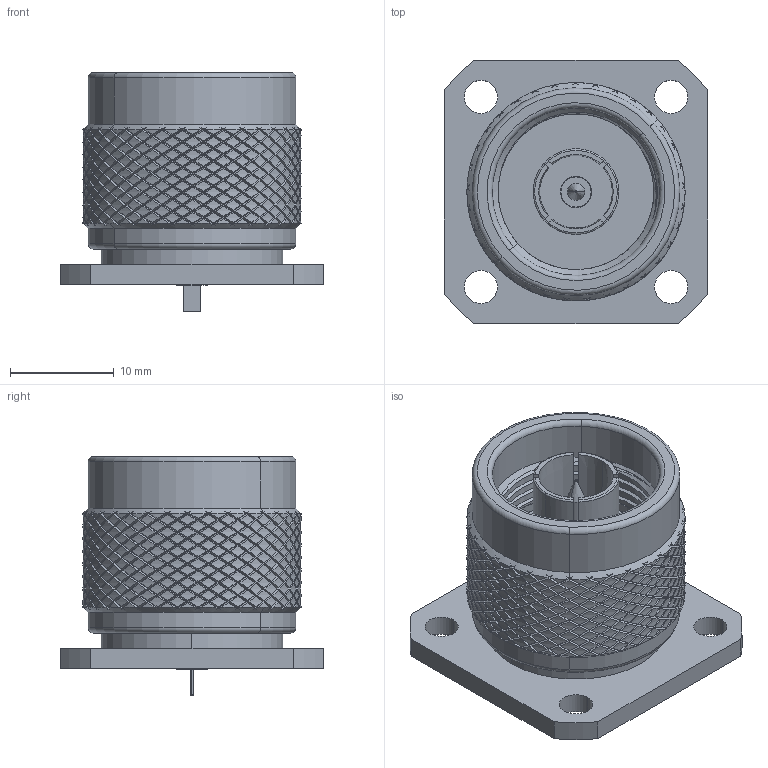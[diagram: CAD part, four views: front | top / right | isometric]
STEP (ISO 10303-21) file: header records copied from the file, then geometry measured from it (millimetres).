
FILE_DESCRIPTION (( 'STEP AP214' ), '1' );
FILE_NAME ('25-372-1-B3.STEP', '2025-02-25T11:40:30', ( '' ), ( '' ), 'SwSTEP 2.0', 'SolidWorks 2024', '' );
FILE_SCHEMA (( 'AUTOMOTIVE_DESIGN' ));
Products named in the file (1): 25-372-1-B3
Bounding box: 25.4 x 25.4 x 23.01 mm (x, y, z)
Surface area: 4238.7 mm2 (no closed solid volume)
Topology: 0 solids, 8 shells, 2817 faces, 5947 edges, 3089 vertices
Faces by surface type: bspline 2179, cylinder 580, plane 27, cone 20, torus 11
Entity records: 150134 total; most frequent: CARTESIAN_POINT 115765, ORIENTED_EDGE 11667, EDGE_CURVE 5947, VERTEX_POINT 3089, EDGE_LOOP 2832, ADVANCED_FACE 2817, FACE_OUTER_BOUND 2817, DIRECTION 1785
